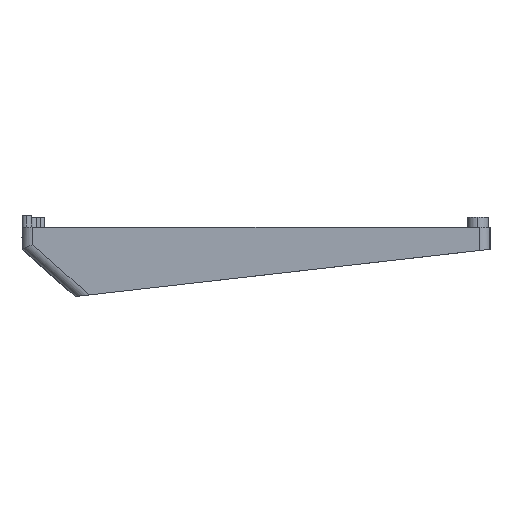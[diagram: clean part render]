
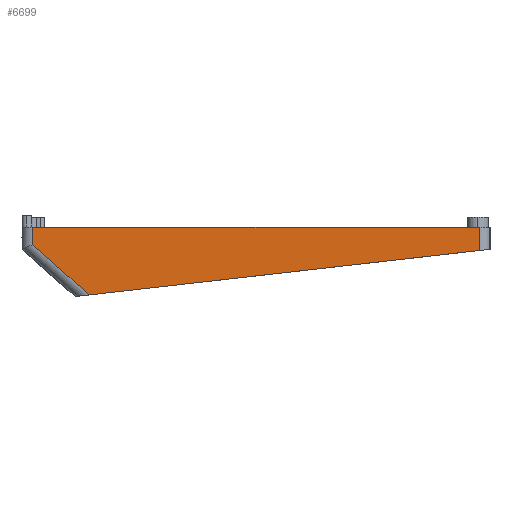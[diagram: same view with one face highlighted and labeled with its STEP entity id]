
A CAD part, left-side view. The second image highlights one B-rep face of the part: STEP entity #6699.
In plain terms, the highlighted planar face has unit normal (-1, 0, 0).
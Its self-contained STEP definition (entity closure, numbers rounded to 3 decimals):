
#275 = VECTOR ( 'NONE', #10373, 1000. ) ;
#591 = ORIENTED_EDGE ( 'NONE', *, *, #9014, .F. ) ;
#906 = PLANE ( 'NONE',  #10673 ) ;
#963 = FACE_OUTER_BOUND ( 'NONE', #1742, .T. ) ;
#1277 = DIRECTION ( 'NONE',  ( 0., 0., -1. ) ) ;
#1413 = LINE ( 'NONE', #9450, #275 ) ;
#1734 = ORIENTED_EDGE ( 'NONE', *, *, #2301, .T. ) ;
#1742 = EDGE_LOOP ( 'NONE', ( #3345, #1734, #8087, #591, #6373 ) ) ;
#2048 = DIRECTION ( 'NONE',  ( 0., 0., 1. ) ) ;
#2251 = EDGE_CURVE ( 'NONE', #6146, #3992, #1413, .T. ) ;
#2301 = EDGE_CURVE ( 'NONE', #3992, #10819, #4360, .T. ) ;
#3345 = ORIENTED_EDGE ( 'NONE', *, *, #2251, .T. ) ;
#3682 = VECTOR ( 'NONE', #1277, 1000. ) ;
#3992 = VERTEX_POINT ( 'NONE', #5710 ) ;
#4177 = EDGE_CURVE ( 'NONE', #8817, #6146, #11183, .T. ) ;
#4360 = LINE ( 'NONE', #6099, #5078 ) ;
#4811 = CARTESIAN_POINT ( 'NONE',  ( 0., 91.238, 0.365 ) ) ;
#4981 = VECTOR ( 'NONE', #8261, 1000. ) ;
#5078 = VECTOR ( 'NONE', #5227, 1000. ) ;
#5205 = CARTESIAN_POINT ( 'NONE',  ( 0., 104.14, 15.8 ) ) ;
#5227 = DIRECTION ( 'NONE',  ( 0., -0.747, -0.664 ) ) ;
#5469 = DIRECTION ( 'NONE',  ( -1., 0., 0. ) ) ;
#5608 = CARTESIAN_POINT ( 'NONE',  ( 0., 2.4, 10.487 ) ) ;
#5710 = CARTESIAN_POINT ( 'NONE',  ( 0., 104.14, 11.838 ) ) ;
#5871 = VECTOR ( 'NONE', #11301, 1000. ) ;
#5986 = CARTESIAN_POINT ( 'NONE',  ( 0., 0., 15.8 ) ) ;
#6099 = CARTESIAN_POINT ( 'NONE',  ( 0., 92.845, 1.794 ) ) ;
#6138 = CARTESIAN_POINT ( 'NONE',  ( 0., 2.4, 15.8 ) ) ;
#6146 = VERTEX_POINT ( 'NONE', #5205 ) ;
#6352 = CARTESIAN_POINT ( 'NONE',  ( 0., 1.21, 10.622 ) ) ;
#6373 = ORIENTED_EDGE ( 'NONE', *, *, #4177, .T. ) ;
#6699 = ADVANCED_FACE ( 'NONE', ( #963 ), #906, .T. ) ;
#7290 = LINE ( 'NONE', #10062, #3682 ) ;
#8087 = ORIENTED_EDGE ( 'NONE', *, *, #9458, .F. ) ;
#8261 = DIRECTION ( 'NONE',  ( 0., 0.994, -0.113 ) ) ;
#8525 = VERTEX_POINT ( 'NONE', #5608 ) ;
#8817 = VERTEX_POINT ( 'NONE', #6138 ) ;
#9014 = EDGE_CURVE ( 'NONE', #8817, #8525, #7290, .T. ) ;
#9057 = CARTESIAN_POINT ( 'NONE',  ( 0., 0., 15.8 ) ) ;
#9450 = CARTESIAN_POINT ( 'NONE',  ( 0., 104.14, 15.8 ) ) ;
#9458 = EDGE_CURVE ( 'NONE', #8525, #10819, #9938, .T. ) ;
#9938 = LINE ( 'NONE', #6352, #4981 ) ;
#10062 = CARTESIAN_POINT ( 'NONE',  ( 0., 2.4, 15.8 ) ) ;
#10373 = DIRECTION ( 'NONE',  ( 0., 0., -1. ) ) ;
#10673 = AXIS2_PLACEMENT_3D ( 'NONE', #9057, #5469, #2048 ) ;
#10819 = VERTEX_POINT ( 'NONE', #4811 ) ;
#11183 = LINE ( 'NONE', #5986, #5871 ) ;
#11301 = DIRECTION ( 'NONE',  ( 0., 1., 0. ) ) ;
